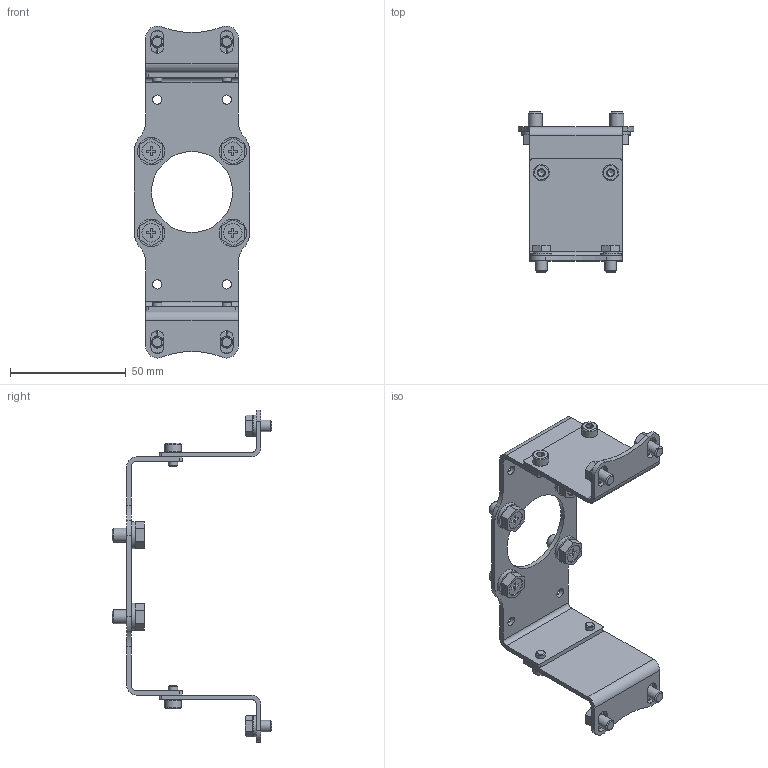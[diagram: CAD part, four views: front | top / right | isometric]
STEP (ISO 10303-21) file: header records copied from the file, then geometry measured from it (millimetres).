
FILE_DESCRIPTION(/* description */ ('STEP AP214'),/* implementation_level */ '2;1');
FILE_NAME(/* name */ '8137188_DARQ-K-X1-A3-F05-50-R1',/* time_stamp */ '2024-08-14T16:45:13+02:00',/* author */ ('License CC BY-ND 4.0'),/* organization */ ('CADENAS'),/* preprocessor_version */ 'ST-DEVELOPER v19.3',/* originating_system */ 'PARTsolutions',/* authorisation */ ' ');
FILE_SCHEMA (('AUTOMOTIVE_DESIGN {1 0 10303 214 3 1 1}'));
Length unit declared in the file: millimetre
Products named in the file (8): 8137188 DARQ-K-X1-A3-F05-50-R1; 8137188 DARQ-K-X1-A3-F05-50-R1_bef; Spring lock washer DIN 127 A6; 406558 GB9074.12-M6x10-A2-70; 8137188 DARQ-K-X1-A3-F05-50-R1_P2; Spring lock washer DIN 127 A5.6; ISO 4017 M5x8(F); ISO-4762 M4x6
Assembly tree (23 placements, depth 2):
  8137188 DARQ-K-X1-A3-F05-50-R1
    8137188 DARQ-K-X1-A3-F05-50-R1_bef
    Spring lock washer DIN 127 A6  x4
    406558 GB9074.12-M6x10-A2-70  x4
    8137188 DARQ-K-X1-A3-F05-50-R1_P2  x2
    Spring lock washer DIN 127 A5.6  x4
    ISO 4017 M5x8(F)  x4
    ISO-4762 M4x6  x4
Bounding box: 50 x 69.2 x 143.67 mm (x, y, z)
Volume: 24389.2 mm3; surface area: 27598.6 mm2
Topology: 23 solids, 23 shells, 443 faces, 1043 edges, 670 vertices
Faces by surface type: plane 260, cylinder 95, cone 84, torus 4
Full cylindrical faces by diameter (mm): 3.242 x4, 4 x8, 5 x8, 6 x8, 6.88 x4, 7 x4, 8 x4, 35 x1
Entity records: 4985 total; most frequent: CARTESIAN_POINT 856, DIRECTION 854, ORIENTED_EDGE 714, EDGE_CURVE 357, AXIS2_PLACEMENT_3D 330, VERTEX_POINT 254, FACE_BOUND 239, EDGE_LOOP 238
